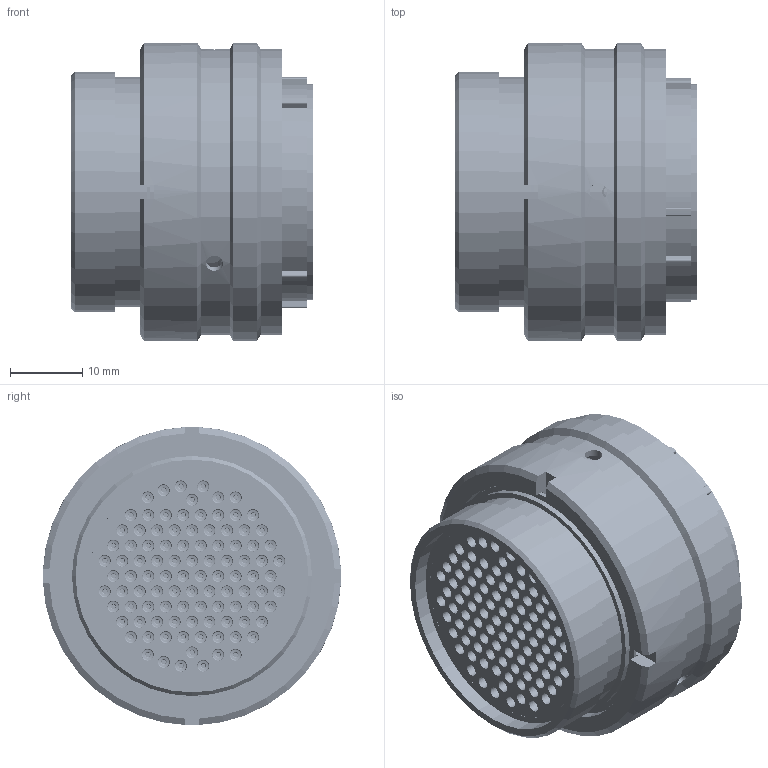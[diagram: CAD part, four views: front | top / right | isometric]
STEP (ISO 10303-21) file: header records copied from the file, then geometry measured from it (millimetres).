
FILE_DESCRIPTION (( 'STEP AP214' ), '1' );
FILE_NAME ('AS622-35PD.STEP', '2019-08-01T14:11:03', ( 'TE Connectivity' ), ( 'TE Connectivity' ), 'SwSTEP 2.0', 'SolidWorks 2016', '' );
FILE_SCHEMA (( 'AUTOMOTIVE_DESIGN' ));
Length unit declared in the file: millimetre
Products named in the file (1): AS622-35PD
Bounding box: 33.37 x 41.2 x 41.2 mm (x, y, z)
Volume: 20229.2 mm3; surface area: 26542.5 mm2
Topology: 209 solids, 209 shells, 5253 faces, 11568 edges, 7044 vertices
Faces by surface type: torus 1606, cylinder 1486, plane 1332, cone 812, bspline 9, sphere 8
Entity records: 214272 total; most frequent: CARTESIAN_POINT 35813, DIRECTION 27271, ORIENTED_EDGE 23092, AXIS2_PLACEMENT_3D 12258, EDGE_CURVE 11546, VERTEX_POINT 7030, CIRCLE 7017, EDGE_LOOP 6178
